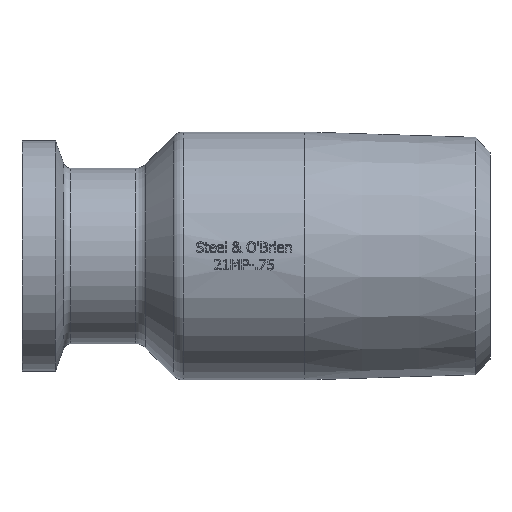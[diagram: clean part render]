
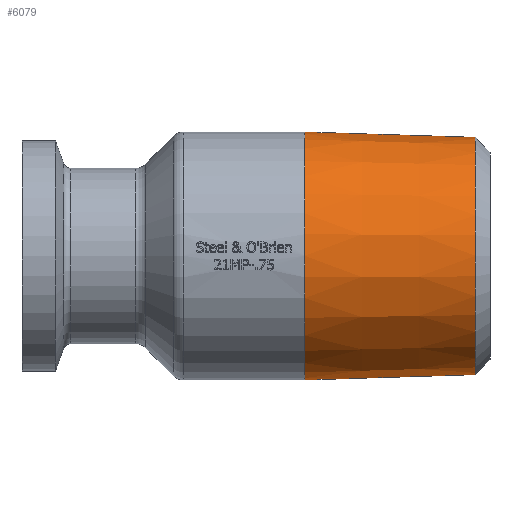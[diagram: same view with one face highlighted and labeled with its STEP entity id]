
A CAD part, top view. The second image highlights one B-rep face of the part: STEP entity #6079.
In plain terms, the highlighted conical face has half-angle 1.783 degrees and reference radius 13.143 mm.
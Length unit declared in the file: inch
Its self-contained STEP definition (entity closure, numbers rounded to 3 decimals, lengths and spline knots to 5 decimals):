
#15=CONICAL_SURFACE('',#6423,0.51743,1.783);
#83=FACE_BOUND('',#1095,.T.);
#718=FACE_OUTER_BOUND('',#1094,.T.);
#1094=EDGE_LOOP('',(#5660));
#1095=EDGE_LOOP('',(#5661));
#2094=CIRCLE('',#6406,0.52975);
#2099=CIRCLE('',#6421,0.50703);
#2999=VERTEX_POINT('',#13339);
#3004=VERTEX_POINT('',#13359);
#3891=EDGE_CURVE('',#2999,#2999,#2094,.T.);
#3896=EDGE_CURVE('',#3004,#3004,#2099,.T.);
#5660=ORIENTED_EDGE('',*,*,#3891,.T.);
#5661=ORIENTED_EDGE('',*,*,#3896,.F.);
#6079=ADVANCED_FACE('',(#718,#83),#15,.T.);
#6406=AXIS2_PLACEMENT_3D('',#13340,#7494,#7495);
#6421=AXIS2_PLACEMENT_3D('',#13360,#7524,#7525);
#6423=AXIS2_PLACEMENT_3D('',#13363,#7528,#7529);
#7494=DIRECTION('center_axis',(1.,0.,0.));
#7495=DIRECTION('ref_axis',(0.,1.,0.));
#7524=DIRECTION('center_axis',(1.,0.,0.));
#7525=DIRECTION('ref_axis',(0.,-1.,0.));
#7528=DIRECTION('center_axis',(-1.,0.,0.));
#7529=DIRECTION('ref_axis',(0.,1.,0.));
#13339=CARTESIAN_POINT('',(1.20827,0.52975,0.));
#13340=CARTESIAN_POINT('Origin',(1.20827,0.,0.));
#13359=CARTESIAN_POINT('',(1.93803,0.50703,0.));
#13360=CARTESIAN_POINT('Origin',(1.93803,0.,0.));
#13363=CARTESIAN_POINT('Origin',(1.60414,0.,0.));
